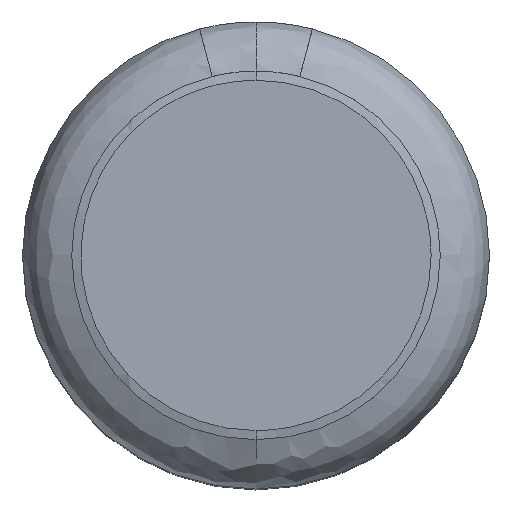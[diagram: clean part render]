
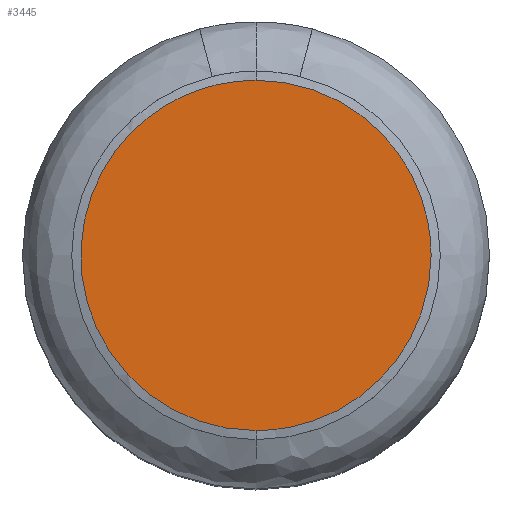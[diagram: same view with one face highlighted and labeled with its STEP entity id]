
A CAD part, top view. The second image highlights one B-rep face of the part: STEP entity #3445.
In plain terms, the highlighted planar face has unit normal (0, 0, 1).
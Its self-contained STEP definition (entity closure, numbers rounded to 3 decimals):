
#640 = EDGE_LOOP ( 'NONE', ( #707, #708, #709 ) ) ;
#707 = ORIENTED_EDGE ( 'NONE', *, *, #3528, .F. ) ;
#708 = ORIENTED_EDGE ( 'NONE', *, *, #3423, .F. ) ;
#709 = ORIENTED_EDGE ( 'NONE', *, *, #3526, .F. ) ;
#775 = VERTEX_POINT ( 'NONE', #6541 ) ;
#777 = VERTEX_POINT ( 'NONE', #6542 ) ;
#785 = VERTEX_POINT ( 'NONE', #6523 ) ;
#1339 = CARTESIAN_POINT ( 'NONE',  ( -127.923, -37.254, 5.63 ) ) ;
#1340 = CARTESIAN_POINT ( 'NONE',  ( -133.923, -37.254, 5.63 ) ) ;
#1341 = CARTESIAN_POINT ( 'NONE',  ( -133.923, -31.254, 5.63 ) ) ;
#1342 = CARTESIAN_POINT ( 'NONE',  ( -127.923, -31.254, 5.63 ) ) ;
#1490 = PLANE ( 'NONE',  #1564 ) ;
#1491 = CARTESIAN_POINT ( 'NONE',  ( -126.423, -34.254, 5.63 ) ) ;
#1492 = DIRECTION ( 'NONE',  ( 0., 0., 1. ) ) ;
#1493 = DIRECTION ( 'NONE',  ( 1., 0., 0. ) ) ;
#1564 = AXIS2_PLACEMENT_3D ( 'NONE', #1491, #1492, #1493 ) ;
#1796 = FACE_OUTER_BOUND ( 'NONE', #640, .T. ) ;
#3423 = EDGE_CURVE ( 'NONE', #775, #785, #6714, .T. ) ;
#3445 = ADVANCED_FACE ( 'NONE', ( #1796 ), #1490, .T. ) ;
#3526 = EDGE_CURVE ( 'NONE', #777, #775, #6715, .T. ) ;
#3528 = EDGE_CURVE ( 'NONE', #785, #777, #6726, .T. ) ;
#4868 = CARTESIAN_POINT ( 'NONE',  ( -124.923, -34.254, 5.63 ) ) ;
#4869 = CARTESIAN_POINT ( 'NONE',  ( -124.923, -36.011, 5.63 ) ) ;
#4870 = CARTESIAN_POINT ( 'NONE',  ( -126.166, -37.254, 5.63 ) ) ;
#4871 = CARTESIAN_POINT ( 'NONE',  ( -127.923, -37.254, 5.63 ) ) ;
#4874 = CARTESIAN_POINT ( 'NONE',  ( -127.923, -31.254, 5.63 ) ) ;
#4875 = CARTESIAN_POINT ( 'NONE',  ( -126.166, -31.254, 5.63 ) ) ;
#4876 = CARTESIAN_POINT ( 'NONE',  ( -124.923, -32.497, 5.63 ) ) ;
#4877 = CARTESIAN_POINT ( 'NONE',  ( -124.923, -34.254, 5.63 ) ) ;
#6523 = CARTESIAN_POINT ( 'NONE',  ( -127.923, -31.254, 5.63 ) ) ;
#6541 = CARTESIAN_POINT ( 'NONE',  ( -127.923, -37.254, 5.63 ) ) ;
#6542 = CARTESIAN_POINT ( 'NONE',  ( -124.923, -34.254, 5.63 ) ) ;
#6714 =( BOUNDED_CURVE ( )  B_SPLINE_CURVE ( 3, ( #1339, #1340, #1341, #1342 ),
 .UNSPECIFIED., .F., .T. ) 
 B_SPLINE_CURVE_WITH_KNOTS ( ( 4, 4 ),
 ( 0., 1. ),
 .UNSPECIFIED. ) 
 CURVE ( )  GEOMETRIC_REPRESENTATION_ITEM ( )  RATIONAL_B_SPLINE_CURVE ( ( 1., 0.333, 0.333, 1. ) ) 
 REPRESENTATION_ITEM ( '' )  );
#6715 =( BOUNDED_CURVE ( )  B_SPLINE_CURVE ( 3, ( #4868, #4869, #4870, #4871 ),
 .UNSPECIFIED., .F., .T. ) 
 B_SPLINE_CURVE_WITH_KNOTS ( ( 4, 4 ),
 ( 0., 1. ),
 .UNSPECIFIED. ) 
 CURVE ( )  GEOMETRIC_REPRESENTATION_ITEM ( )  RATIONAL_B_SPLINE_CURVE ( ( 1., 0.805, 0.805, 1. ) ) 
 REPRESENTATION_ITEM ( '' )  );
#6726 =( BOUNDED_CURVE ( )  B_SPLINE_CURVE ( 3, ( #4874, #4875, #4876, #4877 ),
 .UNSPECIFIED., .F., .T. ) 
 B_SPLINE_CURVE_WITH_KNOTS ( ( 4, 4 ),
 ( 0., 1. ),
 .UNSPECIFIED. ) 
 CURVE ( )  GEOMETRIC_REPRESENTATION_ITEM ( )  RATIONAL_B_SPLINE_CURVE ( ( 1., 0.805, 0.805, 1. ) ) 
 REPRESENTATION_ITEM ( '' )  );
